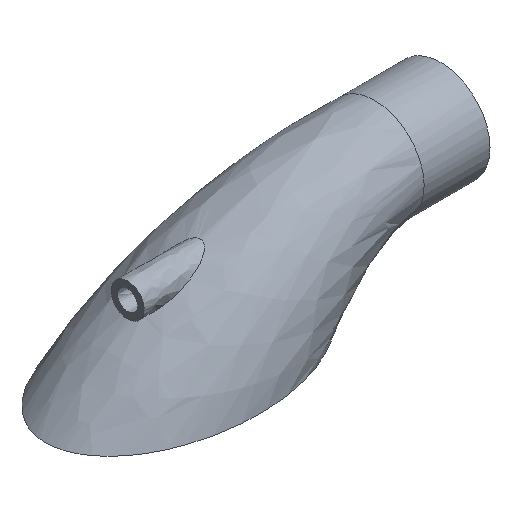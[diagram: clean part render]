
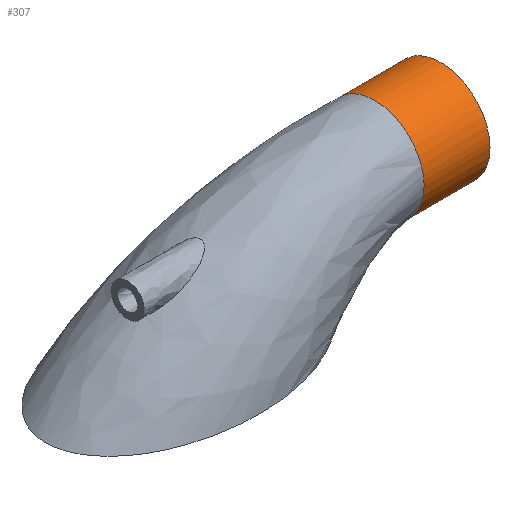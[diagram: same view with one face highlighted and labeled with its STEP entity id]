
A CAD part, isometric view. The second image highlights one B-rep face of the part: STEP entity #307.
In plain terms, the highlighted free-form (B-spline) face has degree [2, 1] with [9, 2] control points.
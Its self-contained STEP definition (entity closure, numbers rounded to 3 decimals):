
#307 = ADVANCED_FACE('',(#308),#354,.T.);
#308 = FACE_BOUND('',#309,.T.);
#309 = EDGE_LOOP('',(#310,#322,#329,#337,#347,#353));
#310 = ORIENTED_EDGE('',*,*,#311,.F.);
#311 = EDGE_CURVE('',#312,#312,#314,.T.);
#312 = VERTEX_POINT('',#313);
#313 = CARTESIAN_POINT('',(106.831,-20.031,
    33.385));
#314 = ( BOUNDED_CURVE() B_SPLINE_CURVE(2,(#315,#316,#317,#318,#319,#320
,#321),.UNSPECIFIED.,.T.,.F.) B_SPLINE_CURVE_WITH_KNOTS((3,2,2,3),(
    3.142,5.236,7.33,9.425),
.PIECEWISE_BEZIER_KNOTS.) CURVE() GEOMETRIC_REPRESENTATION_ITEM() 
RATIONAL_B_SPLINE_CURVE((1.,0.5,1.,0.5,1.,0.5,1.)) REPRESENTATION_ITEM(
  '') );
#315 = CARTESIAN_POINT('',(106.831,-20.031,
    33.385));
#316 = CARTESIAN_POINT('',(106.831,-20.031,
    -1.31));
#317 = CARTESIAN_POINT('',(106.831,10.015,
    16.037));
#318 = CARTESIAN_POINT('',(106.831,40.062,
    33.385));
#319 = CARTESIAN_POINT('',(106.831,10.015,
    50.732));
#320 = CARTESIAN_POINT('',(106.831,-20.031,
    68.079));
#321 = CARTESIAN_POINT('',(106.831,-20.031,
    33.385));
#322 = ORIENTED_EDGE('',*,*,#323,.T.);
#323 = EDGE_CURVE('',#312,#324,#326,.T.);
#324 = VERTEX_POINT('',#325);
#325 = CARTESIAN_POINT('',(80.123,-20.031,
    33.385));
#326 = B_SPLINE_CURVE_WITH_KNOTS('',1,(#327,#328),.UNSPECIFIED.,.F.,.F.,
  (2,2),(-20.,0.),.PIECEWISE_BEZIER_KNOTS.);
#327 = CARTESIAN_POINT('',(106.831,-20.031,
    33.385));
#328 = CARTESIAN_POINT('',(80.123,-20.031,
    33.385));
#329 = ORIENTED_EDGE('',*,*,#330,.T.);
#330 = EDGE_CURVE('',#324,#331,#333,.T.);
#331 = VERTEX_POINT('',#332);
#332 = CARTESIAN_POINT('',(80.123,0.,
    13.354));
#333 = ( BOUNDED_CURVE() B_SPLINE_CURVE(2,(#334,#335,#336),
.UNSPECIFIED.,.F.,.F.) B_SPLINE_CURVE_WITH_KNOTS((3,3),(3.142,
4.712),.PIECEWISE_BEZIER_KNOTS.) CURVE() 
GEOMETRIC_REPRESENTATION_ITEM() RATIONAL_B_SPLINE_CURVE((1.,
0.707,1.)) REPRESENTATION_ITEM('') );
#334 = CARTESIAN_POINT('',(80.123,-20.031,
    33.385));
#335 = CARTESIAN_POINT('',(80.123,-20.031,
    13.354));
#336 = CARTESIAN_POINT('',(80.123,0.,
    13.354));
#337 = ORIENTED_EDGE('',*,*,#338,.T.);
#338 = EDGE_CURVE('',#331,#339,#341,.T.);
#339 = VERTEX_POINT('',#340);
#340 = CARTESIAN_POINT('',(80.123,0.,
    53.415));
#341 = ( BOUNDED_CURVE() B_SPLINE_CURVE(2,(#342,#343,#344,#345,#346),
.UNSPECIFIED.,.F.,.F.) B_SPLINE_CURVE_WITH_KNOTS((3,2,3),(4.712
,6.283,7.854),.PIECEWISE_BEZIER_KNOTS.) CURVE() 
GEOMETRIC_REPRESENTATION_ITEM() RATIONAL_B_SPLINE_CURVE((1.,
0.707,1.,0.707,1.)) REPRESENTATION_ITEM('') );
#342 = CARTESIAN_POINT('',(80.123,0.,
    13.354));
#343 = CARTESIAN_POINT('',(80.123,20.031,
    13.354));
#344 = CARTESIAN_POINT('',(80.123,20.031,
    33.385));
#345 = CARTESIAN_POINT('',(80.123,20.031,
    53.415));
#346 = CARTESIAN_POINT('',(80.123,0.,
    53.415));
#347 = ORIENTED_EDGE('',*,*,#348,.T.);
#348 = EDGE_CURVE('',#339,#324,#349,.T.);
#349 = ( BOUNDED_CURVE() B_SPLINE_CURVE(2,(#350,#351,#352),
.UNSPECIFIED.,.F.,.F.) B_SPLINE_CURVE_WITH_KNOTS((3,3),(1.571,
3.142),.PIECEWISE_BEZIER_KNOTS.) CURVE() 
GEOMETRIC_REPRESENTATION_ITEM() RATIONAL_B_SPLINE_CURVE((1.,
0.707,1.)) REPRESENTATION_ITEM('') );
#350 = CARTESIAN_POINT('',(80.123,0.,
    53.415));
#351 = CARTESIAN_POINT('',(80.123,-20.031,
    53.415));
#352 = CARTESIAN_POINT('',(80.123,-20.031,
    33.385));
#353 = ORIENTED_EDGE('',*,*,#323,.F.);
#354 = ( BOUNDED_SURFACE() B_SPLINE_SURFACE(2,1,(
    (#355,#356)
    ,(#357,#358)
    ,(#359,#360)
    ,(#361,#362)
    ,(#363,#364)
    ,(#365,#366)
    ,(#367,#368)
    ,(#369,#370)
,(#371,#372
    )),.UNSPECIFIED.,.T.,.F.,.F.) B_SPLINE_SURFACE_WITH_KNOTS((3,2,2,2,3
    ),(2,2),(-3.142,-2.094,0.,2.094,
3.142),(0.,20.),.UNSPECIFIED.) GEOMETRIC_REPRESENTATION_ITEM() 
RATIONAL_B_SPLINE_SURFACE((
    (0.75,0.75)
    ,(0.75,0.75)
    ,(1.,1.)
    ,(0.5,0.5)
    ,(1.,1.)
    ,(0.5,0.5)
    ,(1.,1.)
    ,(0.75,0.75)
,(0.75,0.75))) REPRESENTATION_ITEM('') SURFACE() );
#355 = CARTESIAN_POINT('',(80.123,-20.031,
    33.385));
#356 = CARTESIAN_POINT('',(106.831,-20.031,
    33.385));
#357 = CARTESIAN_POINT('',(80.123,-20.031,
    21.82));
#358 = CARTESIAN_POINT('',(106.831,-20.031,
    21.82));
#359 = CARTESIAN_POINT('',(80.123,-10.015,
    16.037));
#360 = CARTESIAN_POINT('',(106.831,-10.015,
    16.037));
#361 = CARTESIAN_POINT('',(80.123,20.031,
    -1.31));
#362 = CARTESIAN_POINT('',(106.831,20.031,
    -1.31));
#363 = CARTESIAN_POINT('',(80.123,20.031,
    33.385));
#364 = CARTESIAN_POINT('',(106.831,20.031,
    33.385));
#365 = CARTESIAN_POINT('',(80.123,20.031,
    68.079));
#366 = CARTESIAN_POINT('',(106.831,20.031,
    68.079));
#367 = CARTESIAN_POINT('',(80.123,-10.015,
    50.732));
#368 = CARTESIAN_POINT('',(106.831,-10.015,
    50.732));
#369 = CARTESIAN_POINT('',(80.123,-20.031,
    44.949));
#370 = CARTESIAN_POINT('',(106.831,-20.031,
    44.949));
#371 = CARTESIAN_POINT('',(80.123,-20.031,
    33.385));
#372 = CARTESIAN_POINT('',(106.831,-20.031,
    33.385));
